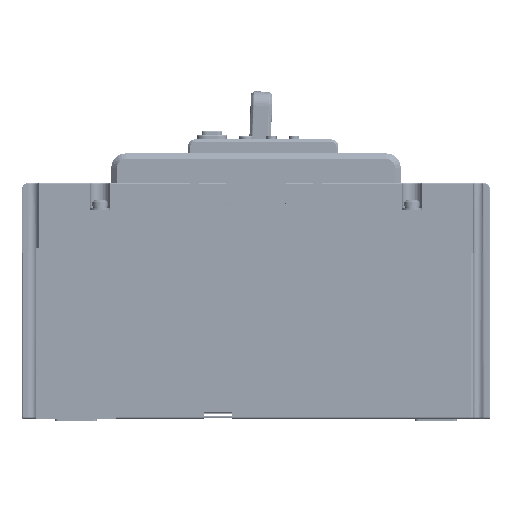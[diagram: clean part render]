
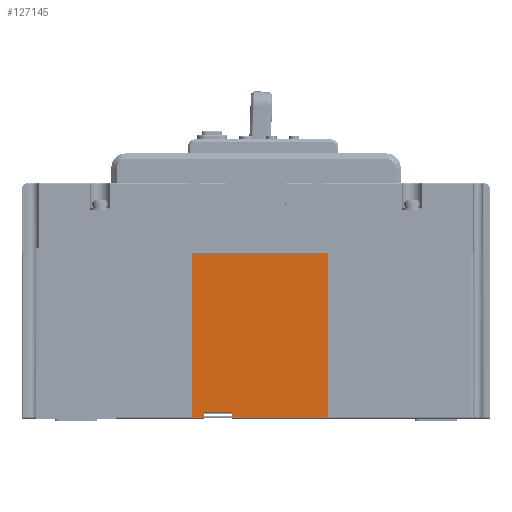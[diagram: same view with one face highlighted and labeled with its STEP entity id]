
A CAD part, top view. The second image highlights one B-rep face of the part: STEP entity #127145.
In plain terms, the highlighted planar face has unit normal (0, 0, 1).
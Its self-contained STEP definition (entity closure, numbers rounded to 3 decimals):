
#8585=DIRECTION('',(0.,-1.,0.));
#8586=VECTOR('',#8585,2.);
#8587=CARTESIAN_POINT('',(-8.5,-47.3,88.));
#8588=LINE('',#8587,#8586);
#10679=DIRECTION('',(-1.,0.,0.));
#10680=VECTOR('',#10679,16.6);
#10681=CARTESIAN_POINT('',(25.5,8.7,88.));
#10682=LINE('',#10681,#10680);
#10683=DIRECTION('',(0.,-1.,0.));
#10684=VECTOR('',#10683,58.);
#10685=CARTESIAN_POINT('',(25.5,8.7,88.));
#10686=LINE('',#10685,#10684);
#10687=DIRECTION('',(-1.,0.,0.));
#10688=VECTOR('',#10687,34.);
#10689=CARTESIAN_POINT('',(25.5,-49.3,88.));
#10690=LINE('',#10689,#10688);
#10691=DIRECTION('',(1.,0.,0.));
#10692=VECTOR('',#10691,10.);
#10693=CARTESIAN_POINT('',(-18.5,-47.3,88.));
#10694=LINE('',#10693,#10692);
#10695=DIRECTION('',(-1.,0.,0.));
#10696=VECTOR('',#10695,4.);
#10697=CARTESIAN_POINT('',(-18.5,-49.3,88.));
#10698=LINE('',#10697,#10696);
#10699=DIRECTION('',(-1.,0.,0.));
#10700=VECTOR('',#10699,13.6);
#10701=CARTESIAN_POINT('',(-8.9,8.7,88.));
#10702=LINE('',#10701,#10700);
#11538=DIRECTION('',(0.,1.,0.));
#11539=VECTOR('',#11538,2.);
#11540=CARTESIAN_POINT('',(-18.5,-49.3,88.));
#11541=LINE('',#11540,#11539);
#29927=DIRECTION('',(-1.,0.,0.));
#29928=VECTOR('',#29927,17.8);
#29929=CARTESIAN_POINT('',(8.9,8.7,88.));
#29930=LINE('',#29929,#29928);
#29963=DIRECTION('',(0.,-1.,0.));
#29964=VECTOR('',#29963,58.);
#29965=CARTESIAN_POINT('',(-22.5,8.7,88.));
#29966=LINE('',#29965,#29964);
#94081=CARTESIAN_POINT('',(-8.5,-49.3,88.));
#94083=VERTEX_POINT('',#94081);
#94084=CARTESIAN_POINT('',(25.5,-49.3,88.));
#94085=VERTEX_POINT('',#94084);
#94092=CARTESIAN_POINT('',(-18.5,-47.3,88.));
#94093=CARTESIAN_POINT('',(-8.5,-47.3,88.));
#94094=VERTEX_POINT('',#94092);
#94095=VERTEX_POINT('',#94093);
#94096=CARTESIAN_POINT('',(-18.5,-49.3,88.));
#94097=CARTESIAN_POINT('',(-22.5,-49.3,88.));
#94098=VERTEX_POINT('',#94096);
#94099=VERTEX_POINT('',#94097);
#102764=CARTESIAN_POINT('',(8.9,8.7,88.));
#102766=VERTEX_POINT('',#102764);
#102770=CARTESIAN_POINT('',(-8.9,8.7,88.));
#102771=VERTEX_POINT('',#102770);
#103115=CARTESIAN_POINT('',(25.5,8.7,88.));
#103117=VERTEX_POINT('',#103115);
#103118=CARTESIAN_POINT('',(-22.5,8.7,88.));
#103119=VERTEX_POINT('',#103118);
#127121=CARTESIAN_POINT('',(25.5,8.7,88.));
#127122=DIRECTION('',(0.,0.,-1.));
#127123=DIRECTION('',(-1.,0.,0.));
#127124=AXIS2_PLACEMENT_3D('',#127121,#127122,#127123);
#127125=PLANE('',#127124);
#127126=ORIENTED_EDGE('',*,*,#127112,.F.);
#127127=ORIENTED_EDGE('',*,*,#127101,.T.);
#127129=ORIENTED_EDGE('',*,*,#127128,.T.);
#127130=ORIENTED_EDGE('',*,*,#124641,.F.);
#127132=ORIENTED_EDGE('',*,*,#127131,.F.);
#127134=ORIENTED_EDGE('',*,*,#127133,.F.);
#127136=ORIENTED_EDGE('',*,*,#127135,.T.);
#127138=ORIENTED_EDGE('',*,*,#127137,.F.);
#127140=ORIENTED_EDGE('',*,*,#127139,.F.);
#127142=ORIENTED_EDGE('',*,*,#127141,.F.);
#127143=EDGE_LOOP('',(#127126,#127127,#127129,#127130,#127132,#127134,#127136,
#127138,#127140,#127142));
#127144=FACE_OUTER_BOUND('',#127143,.F.);
#127145=ADVANCED_FACE('',(#127144),#127125,.F.);
#124641=EDGE_CURVE('',#94095,#94083,#8588,.T.);
#127101=EDGE_CURVE('',#103117,#94085,#10686,.T.);
#127112=EDGE_CURVE('',#103117,#102766,#10682,.T.);
#127128=EDGE_CURVE('',#94085,#94083,#10690,.T.);
#127131=EDGE_CURVE('',#94094,#94095,#10694,.T.);
#127133=EDGE_CURVE('',#94098,#94094,#11541,.T.);
#127135=EDGE_CURVE('',#94098,#94099,#10698,.T.);
#127137=EDGE_CURVE('',#103119,#94099,#29966,.T.);
#127139=EDGE_CURVE('',#102771,#103119,#10702,.T.);
#127141=EDGE_CURVE('',#102766,#102771,#29930,.T.);
